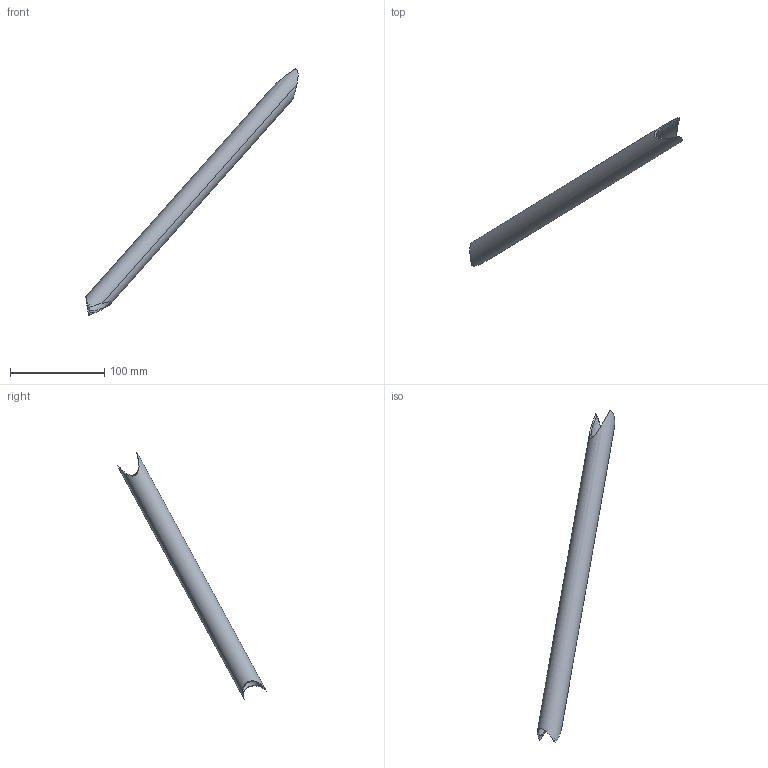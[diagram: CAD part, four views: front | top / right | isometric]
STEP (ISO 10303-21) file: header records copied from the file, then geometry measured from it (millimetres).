
FILE_DESCRIPTION(('STEP AP214'),'1');
FILE_NAME('37.stp','2019-12-01T21:02:37',(' '),(' '),'Spatial InterOp 3D',' ',' ');
FILE_SCHEMA(('AUTOMOTIVE_DESIGN { 1 0 10303 214 1 1 1 1 }'));
Length unit declared in the file: metre
Products named in the file (1): PartBody/Trim.2
Bounding box: 225.73 x 158.04 x 262.75 mm (x, y, z)
Volume: 36823.7 mm3; surface area: 49584.9 mm2
Topology: 1 solids, 1 shells, 12 faces, 37 edges, 25 vertices
Faces by surface type: cylinder 12
Entity records: 1829 total; most frequent: CARTESIAN_POINT 1282, ORIENTED_EDGE 74, STYLED_ITEM 42, PRESENTATION_STYLE_ASSIGNMENT 42, COLOUR_RGB 42, EDGE_CURVE 37, DIRECTION 34, CURVE_STYLE 29
